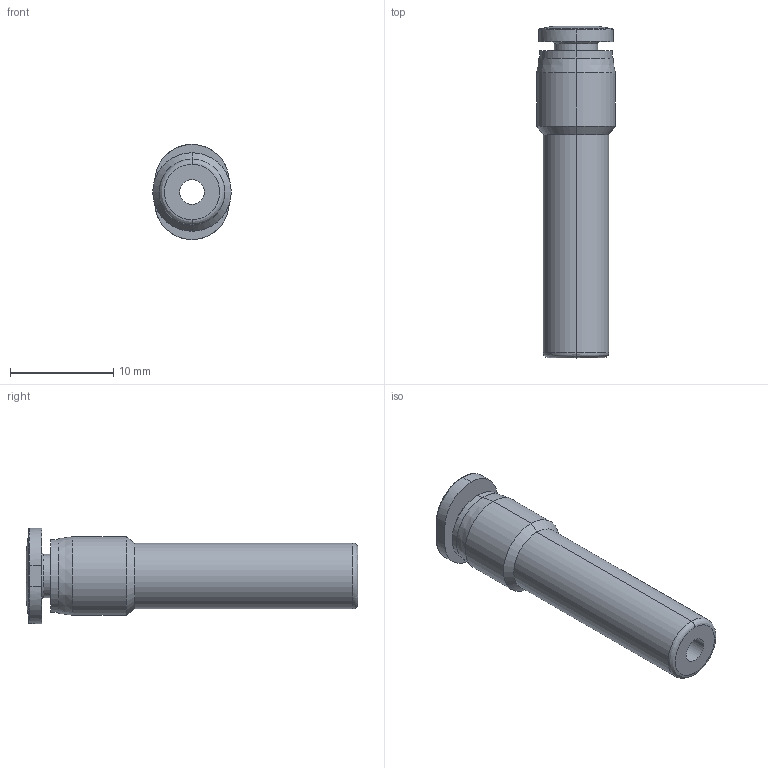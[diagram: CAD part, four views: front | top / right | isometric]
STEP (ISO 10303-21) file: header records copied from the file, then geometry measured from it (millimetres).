
FILE_DESCRIPTION (( 'STEP AP203' ), '1' );
FILE_NAME ('PR14-18.step', '2016-02-15T20:01:59', ( '' ), ( '' ), 'SwSTEP 2.0', 'SolidWorks 2015', '' );
FILE_SCHEMA (( 'CONFIG_CONTROL_DESIGN' ));
Length unit declared in the file: inch
Products named in the file (1): PR14-18
Bounding box: 7.6 x 32.1 x 9.2 mm (x, y, z)
Volume: 927.8 mm3; surface area: 1085.7 mm2
Topology: 1 solids, 1 shells, 47 faces, 103 edges, 62 vertices
Faces by surface type: bspline 16, cylinder 15, cone 8, plane 8
Entity records: 2461 total; most frequent: CARTESIAN_POINT 1431, ORIENTED_EDGE 206, DIRECTION 176, EDGE_CURVE 103, AXIS2_PLACEMENT_3D 71, VERTEX_POINT 62, EDGE_LOOP 53, FACE_OUTER_BOUND 47
